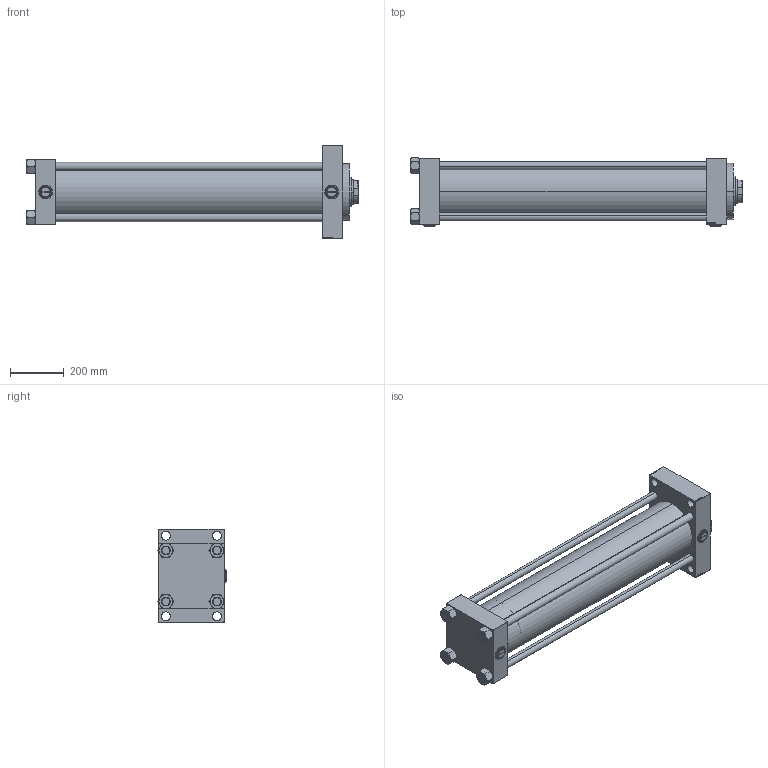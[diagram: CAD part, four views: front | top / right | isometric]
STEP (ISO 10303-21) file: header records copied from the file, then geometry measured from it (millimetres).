
FILE_DESCRIPTION (( 'STEP AP203' ), '1' );
FILE_NAME ('30fe.STEP', '2022-04-16T12:29:47', ( '' ), ( '' ), 'SwSTEP 2.0', 'SolidWorks 2019', '' );
FILE_SCHEMA (( 'CONFIG_CONTROL_DESIGN' ));
Length unit declared in the file: millimetre
Products named in the file (7): Zatka_pro_OIL_PORT 75e3abf1558ee74cf0b57aecc591c4e8; V215CR_VCP_D 75e3abf1558ee74cf0b57aecc591c4e8; NUT_M5_D 75e3abf1558ee74cf0b57aecc591c4e8; V215CR_D_Body 75e3abf1558ee74cf0b57aecc591c4e8; V215CR_D_TYCINKA 75e3abf1558ee74cf0b57aecc591c4e8; 30fe; V215_VC_A 75e3abf1558ee74cf0b57aecc591c4e8
Assembly tree (13 placements, depth 2):
  30fe
    V215CR_D_Body 75e3abf1558ee74cf0b57aecc591c4e8
    V215CR_VCP_D 75e3abf1558ee74cf0b57aecc591c4e8
    NUT_M5_D 75e3abf1558ee74cf0b57aecc591c4e8  x4
    V215CR_D_TYCINKA 75e3abf1558ee74cf0b57aecc591c4e8  x4
    V215_VC_A 75e3abf1558ee74cf0b57aecc591c4e8
    Zatka_pro_OIL_PORT 75e3abf1558ee74cf0b57aecc591c4e8  x2
Bounding box: 1236 x 254.22 x 347 mm (x, y, z)
Volume: 24418470.5 mm3; surface area: 2810184.9 mm2
Topology: 13 solids, 13 shells, 1255 faces, 3138 edges, 2029 vertices
Faces by surface type: plane 593, bspline 368, cone 184, cylinder 102, torus 8
Entity records: 49867 total; most frequent: CARTESIAN_POINT 25897, ORIENTED_EDGE 5348, DIRECTION 3542, EDGE_CURVE 2674, VERTEX_POINT 1749, VECTOR 1562, LINE 1562, EDGE_LOOP 1199
